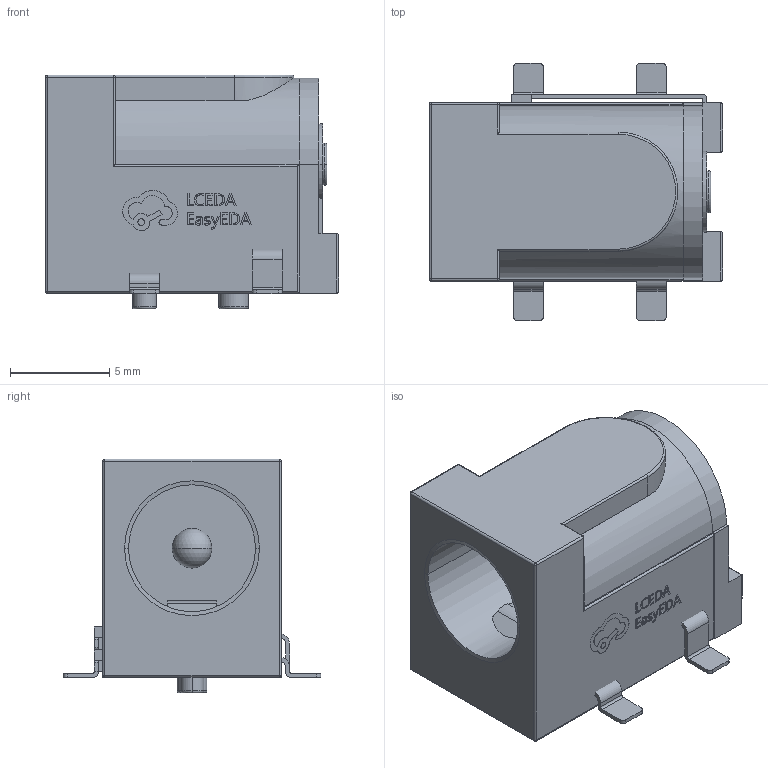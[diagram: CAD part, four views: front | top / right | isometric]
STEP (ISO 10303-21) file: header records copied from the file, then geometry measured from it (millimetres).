
FILE_DESCRIPTION (( 'STEP AP214' ), '1' );
FILE_NAME ('DC-IN_DC-050-2.0-BB.step', '2022-06-21T13:52:34', ( '' ), ( '' ), 'SwSTEP 2.0', 'SolidWorks 2020', '' );
FILE_SCHEMA (( 'AUTOMOTIVE_DESIGN' ));
Length unit declared in the file: millimetre
Products named in the file (1): DC-IN_DC-050-2.0-BB
Bounding box: 14.8 x 13 x 11.8 mm (x, y, z)
Volume: 974.9 mm3; surface area: 1337.7 mm2
Topology: 6 solids, 6 shells, 469 faces, 1225 edges, 795 vertices
Faces by surface type: plane 264, bspline 112, cylinder 74, torus 9, sphere 8, cone 2
Entity records: 20639 total; most frequent: CARTESIAN_POINT 4671, ORIENTED_EDGE 2430, DIRECTION 1821, EDGE_CURVE 1215, LINE 827, VECTOR 827, VERTEX_POINT 793, EDGE_LOOP 506
